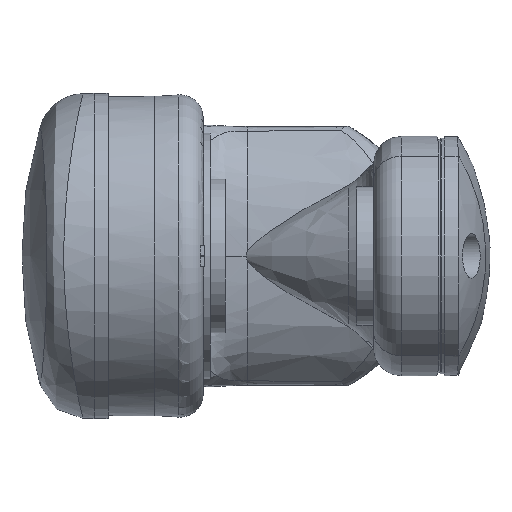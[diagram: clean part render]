
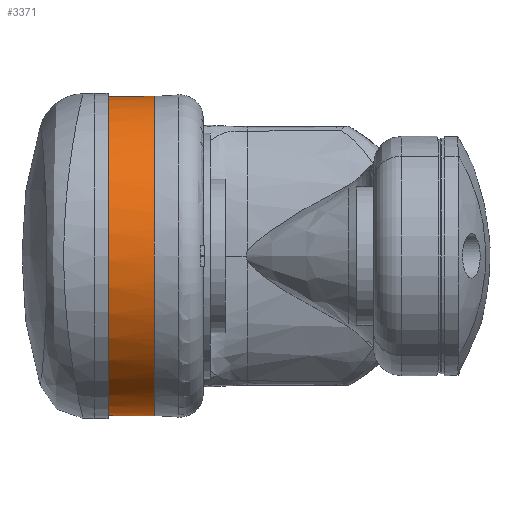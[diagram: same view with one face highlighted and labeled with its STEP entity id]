
A CAD part, left-side view. The second image highlights one B-rep face of the part: STEP entity #3371.
In plain terms, the highlighted cylindrical face has radius 104 mm (diameter 208 mm), a full revolution.
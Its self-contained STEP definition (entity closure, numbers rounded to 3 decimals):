
#275=LINE('',#6923,#392);
#276=LINE('',#9172,#393);
#392=VECTOR('',#4134,10.);
#393=VECTOR('',#4137,10.);
#511=CYLINDRICAL_SURFACE('',#3699,104.);
#568=FACE_BOUND('',#1001,.T.);
#751=FACE_OUTER_BOUND('',#1000,.T.);
#1000=EDGE_LOOP('',(#2646));
#1001=EDGE_LOOP('',(#2647,#2648,#2649,#2650));
#1144=CIRCLE('',#3570,104.);
#1209=CIRCLE('',#3698,104.);
#1210=CIRCLE('',#3700,104.);
#1341=VERTEX_POINT('',#4977);
#1342=VERTEX_POINT('',#4978);
#1384=VERTEX_POINT('',#6916);
#1393=VERTEX_POINT('',#9171);
#1493=VERTEX_POINT('',#16706);
#1660=EDGE_CURVE('',#1341,#1342,#1144,.T.);
#1715=EDGE_CURVE('',#1342,#1384,#275,.T.);
#1728=EDGE_CURVE('',#1393,#1341,#276,.T.);
#1905=EDGE_CURVE('',#1384,#1393,#1209,.T.);
#1906=EDGE_CURVE('',#1493,#1493,#1210,.T.);
#2646=ORIENTED_EDGE('',*,*,#1906,.T.);
#2647=ORIENTED_EDGE('',*,*,#1728,.T.);
#2648=ORIENTED_EDGE('',*,*,#1660,.T.);
#2649=ORIENTED_EDGE('',*,*,#1715,.T.);
#2650=ORIENTED_EDGE('',*,*,#1905,.T.);
#3371=ADVANCED_FACE('',(#751,#568),#511,.T.);
#3570=AXIS2_PLACEMENT_3D('',#4979,#4051,#4052);
#3698=AXIS2_PLACEMENT_3D('',#16704,#4379,#4380);
#3699=AXIS2_PLACEMENT_3D('',#16705,#4381,#4382);
#3700=AXIS2_PLACEMENT_3D('',#16707,#4383,#4384);
#4051=DIRECTION('center_axis',(0.,1.,0.));
#4052=DIRECTION('ref_axis',(0.,0.,1.));
#4134=DIRECTION('',(-0.995,0.,-0.097));
#4137=DIRECTION('',(0.995,0.,-0.097));
#4379=DIRECTION('center_axis',(0.,1.,0.));
#4380=DIRECTION('ref_axis',(0.,0.,1.));
#4381=DIRECTION('center_axis',(0.,1.,0.));
#4382=DIRECTION('ref_axis',(0.,0.,1.));
#4383=DIRECTION('center_axis',(0.,-1.,0.));
#4384=DIRECTION('ref_axis',(0.,0.,-1.));
#4977=CARTESIAN_POINT('',(1561.977,81.,1887.308));
#4978=CARTESIAN_POINT('',(1561.976,81.,1680.692));
#4979=CARTESIAN_POINT('Origin',(1550.,81.,1784.));
#6916=CARTESIAN_POINT('',(1561.906,81.,1680.685));
#6923=CARTESIAN_POINT('',(1561.976,81.,1680.692));
#9171=CARTESIAN_POINT('',(1561.902,81.,1887.315));
#9172=CARTESIAN_POINT('',(1561.902,81.,1887.315));
#16704=CARTESIAN_POINT('Origin',(1550.,81.,1784.));
#16705=CARTESIAN_POINT('Origin',(1550.,81.,1784.));
#16706=CARTESIAN_POINT('',(1550.,111.,1680.));
#16707=CARTESIAN_POINT('Origin',(1550.,111.,1784.));
